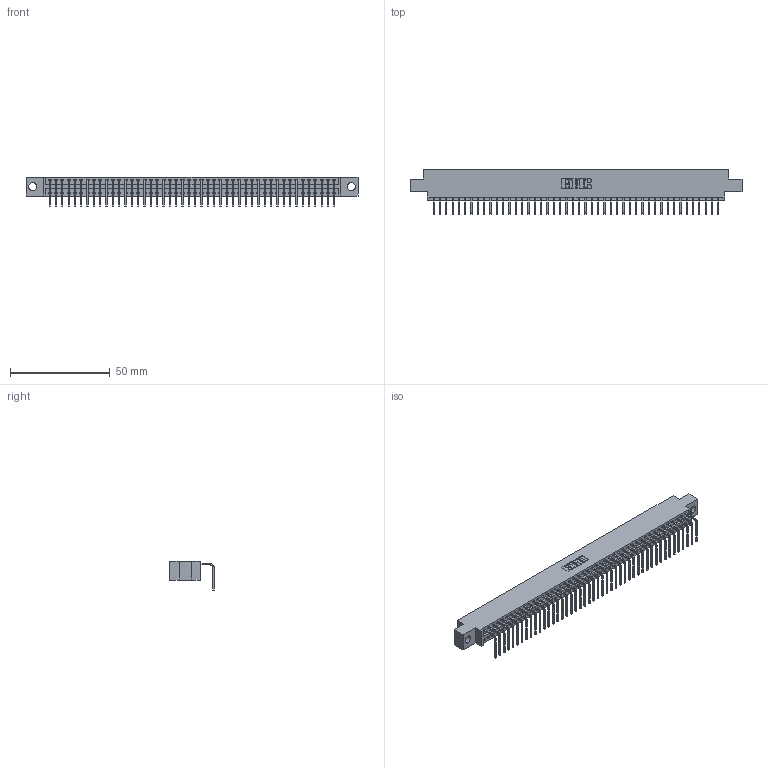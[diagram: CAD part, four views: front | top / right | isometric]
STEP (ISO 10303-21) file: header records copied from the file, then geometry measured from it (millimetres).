
FILE_DESCRIPTION (( 'STEP AP203' ), '1' );
FILE_NAME ('346-046-558-604.STEP', '2022-05-09T20:42:23', ( '' ), ( '' ), 'SwSTEP 2.0', 'SolidWorks 2020', '' );
FILE_SCHEMA (( 'CONFIG_CONTROL_DESIGN' ));
Length unit declared in the file: inch
Products named in the file (3): 346-046-558-604; 346 Part_0.170 Offset - 0.156 Dia-TH; 345-292-001_558 Tail - 2
Assembly tree (47 placements, depth 2):
  346-046-558-604
    346 Part_0.170 Offset - 0.156 Dia-TH
    345-292-001_558 Tail - 2  x46
Bounding box: 166.62 x 22.16 x 14.73 mm (x, y, z)
Volume: 15869.9 mm3; surface area: 20790.4 mm2
Topology: 47 solids, 47 shells, 2900 faces, 8749 edges, 5770 vertices
Faces by surface type: plane 2026, cylinder 874
Entity records: 28645 total; most frequent: CARTESIAN_POINT 4920, ORIENTED_EDGE 4898, DIRECTION 4333, EDGE_CURVE 2449, LINE 2133, VECTOR 2133, VERTEX_POINT 1630, AXIS2_PLACEMENT_3D 1100
